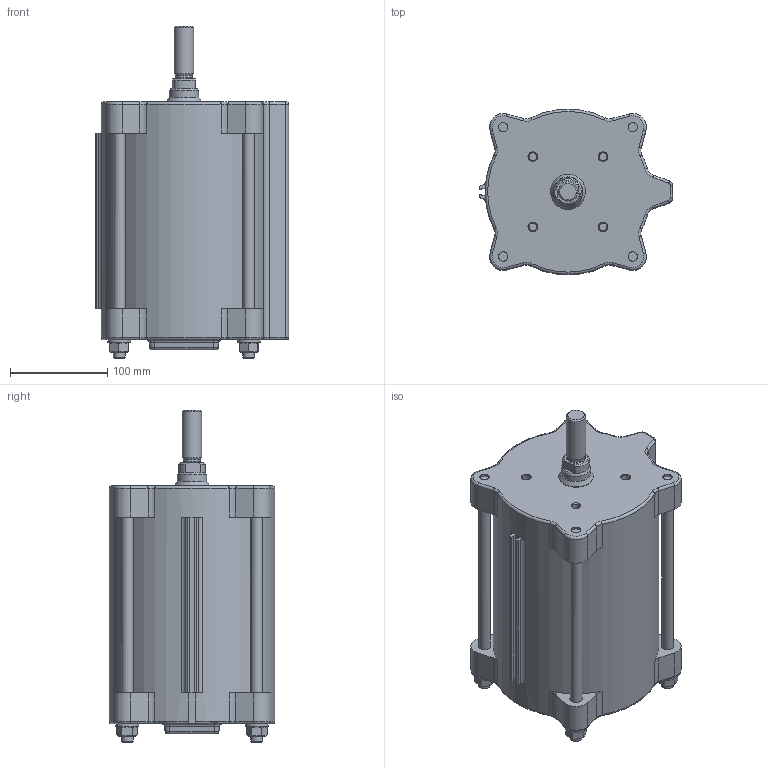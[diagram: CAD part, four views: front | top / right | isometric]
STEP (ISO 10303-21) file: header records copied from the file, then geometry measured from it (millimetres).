
FILE_DESCRIPTION(/* description */ (''),/* implementation_level */ '2;1');
FILE_NAME(/* name */ 'SC160 - 090.stp',/* time_stamp */ '2017-11-22T14:49:13+01:00',/* author */ ('Brumpreuksch'),/* organization */ (''),/* preprocessor_version */ 'ST-DEVELOPER v16.5',/* originating_system */ 'Autodesk Inventor 2017',/* authorisation */ '');
FILE_SCHEMA (('AUTOMOTIVE_DESIGN { 1 0 10303 214 3 1 1 }'));
Products named in the file (1): SC160 - 090
Bounding box: 198.5 x 170 x 341 mm (x, y, z)
Volume: 2806665.3 mm3; surface area: 557837.1 mm2
Topology: 1 solids, 17 shells, 1322 faces, 2996 edges, 1731 vertices
Faces by surface type: plane 321, cylinder 321, bspline 321, torus 164, sphere 104, cone 91
Full cylindrical faces by diameter (mm): 4 x4, 4.134 x4, 4.917 x3, 6 x3, 6.4 x3, 8 x6, 8.376 x6, 9.5 x4, 10 x14, 11.445 x2, 12 x10, 13 x7, 16 x2, 17.7 x1, 18 x6, 20 x1, 24 x4, 30 x4, 30.1 x3, 34 x2, 36 x1, 36.4 x1, 147.2 x2, 153 x4, 157 x2, 158 x1, 159.8 x6, 160 x4
Entity records: 44824 total; most frequent: CARTESIAN_POINT 16284, DIRECTION 5774, ORIENTED_EDGE 5354, EDGE_CURVE 2677, AXIS2_PLACEMENT_3D 2609, VERTEX_POINT 1647, EDGE_LOOP 1620, CIRCLE 1408
